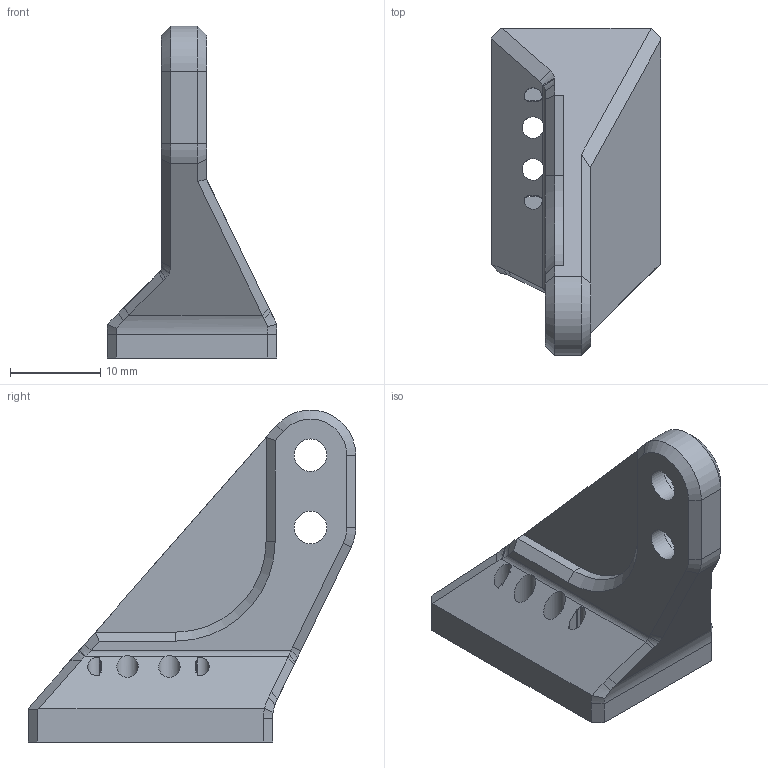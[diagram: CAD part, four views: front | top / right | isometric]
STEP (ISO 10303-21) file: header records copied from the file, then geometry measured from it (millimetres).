
FILE_DESCRIPTION(/* description */ (''),/* implementation_level */ '2;1');
FILE_NAME(/* name */ 'Eva probe bracket v15.step',/* time_stamp */ '2021-12-14T00:06:42+00:00',/* author */ (''),/* organization */ (''),/* preprocessor_version */ 'ST-DEVELOPER v18.1',/* originating_system */ 'Autodesk Translation Framework v10.10.0.1391',/* authorisation */ '');
FILE_SCHEMA (('AUTOMOTIVE_DESIGN { 1 0 10303 214 3 1 1 }'));
Length unit declared in the file: millimetre
Products named in the file (1): Eva probe bracket
Bounding box: 18.75 x 36.2 x 36.7 mm (x, y, z)
Volume: 5891.9 mm3; surface area: 3178.6 mm2
Topology: 1 solids, 1 shells, 119 faces, 312 edges, 194 vertices
Faces by surface type: plane 71, cylinder 24, cone 14, bspline 10
Full cylindrical faces by diameter (mm): 2.385 x2, 3.6 x2, 6.5 x2
Entity records: 3833 total; most frequent: CARTESIAN_POINT 924, ORIENTED_EDGE 624, DIRECTION 556, EDGE_CURVE 312, LINE 206, VECTOR 206, VERTEX_POINT 194, AXIS2_PLACEMENT_3D 175
